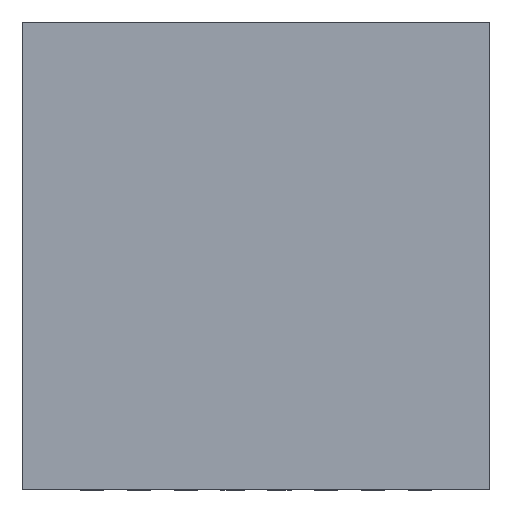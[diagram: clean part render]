
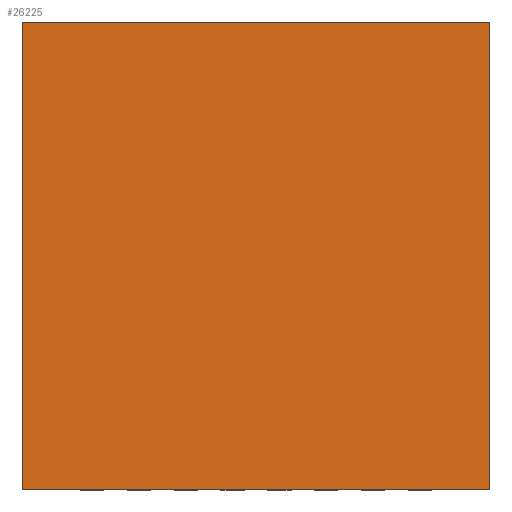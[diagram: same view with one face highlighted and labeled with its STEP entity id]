
A CAD part, top view. The second image highlights one B-rep face of the part: STEP entity #26225.
In plain terms, the highlighted face is planar.
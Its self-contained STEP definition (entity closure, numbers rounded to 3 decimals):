
#20745=DIRECTION('',(1.,0.,0.));
#20746=VECTOR('',#20745,4.);
#20747=CARTESIAN_POINT('',(-2.,0.975,2.));
#20748=LINE('',#20747,#20746);
#20752=DIRECTION('',(0.,0.,1.));
#20753=VECTOR('',#20752,4.);
#20754=CARTESIAN_POINT('',(-2.,0.975,-2.));
#20755=LINE('',#20754,#20753);
#20759=DIRECTION('',(-1.,0.,0.));
#20760=VECTOR('',#20759,4.);
#20761=CARTESIAN_POINT('',(2.,0.975,-2.));
#20762=LINE('',#20761,#20760);
#20766=DIRECTION('',(0.,0.,-1.));
#20767=VECTOR('',#20766,4.);
#20768=CARTESIAN_POINT('',(2.,0.975,2.));
#20769=LINE('',#20768,#20767);
#22894=CARTESIAN_POINT('',(-2.,0.975,2.));
#22895=CARTESIAN_POINT('',(2.,0.975,2.));
#22896=VERTEX_POINT('',#22894);
#22897=VERTEX_POINT('',#22895);
#22898=CARTESIAN_POINT('',(2.,0.975,-2.));
#22899=VERTEX_POINT('',#22898);
#22900=CARTESIAN_POINT('',(-2.,0.975,-2.));
#22901=VERTEX_POINT('',#22900);
#26213=CARTESIAN_POINT('',(0.,0.975,0.));
#26214=DIRECTION('',(0.,1.,0.));
#26215=DIRECTION('',(1.,0.,0.));
#26216=AXIS2_PLACEMENT_3D('',#26213,#26214,#26215);
#26217=PLANE('',#26216);
#26218=ORIENTED_EDGE('',*,*,#26044,.F.);
#26219=ORIENTED_EDGE('',*,*,#26132,.F.);
#26220=ORIENTED_EDGE('',*,*,#25069,.F.);
#26222=ORIENTED_EDGE('',*,*,#26221,.F.);
#26223=EDGE_LOOP('',(#26218,#26219,#26220,#26222));
#26224=FACE_OUTER_BOUND('',#26223,.F.);
#25069=EDGE_CURVE('',#22899,#22901,#20762,.T.);
#26044=EDGE_CURVE('',#22896,#22897,#20748,.T.);
#26132=EDGE_CURVE('',#22901,#22896,#20755,.T.);
#26221=EDGE_CURVE('',#22897,#22899,#20769,.T.);
#26225=ADVANCED_FACE('',(#26224),#26217,.T.);
